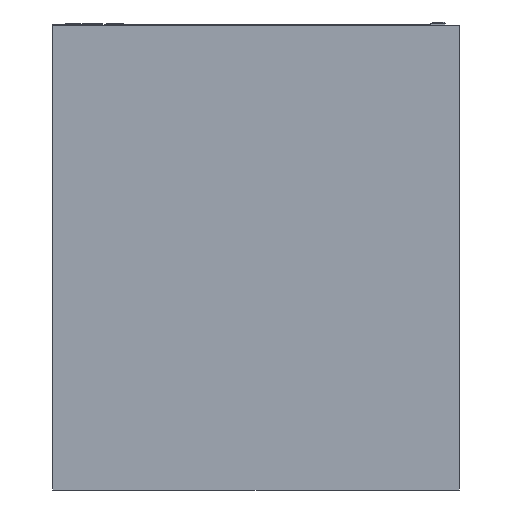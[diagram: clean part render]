
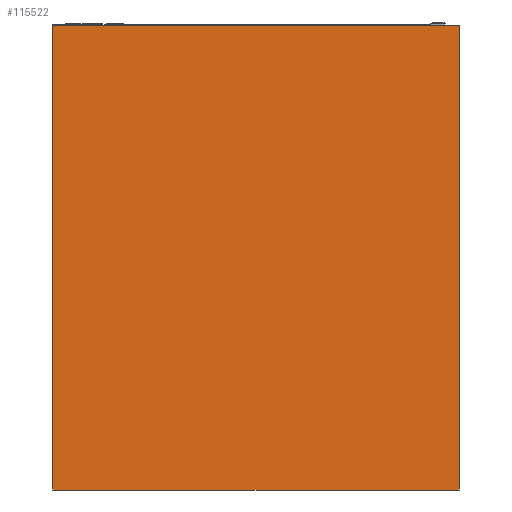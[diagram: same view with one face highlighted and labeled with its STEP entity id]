
A CAD part, front view. The second image highlights one B-rep face of the part: STEP entity #115522.
In plain terms, the highlighted planar face has unit normal (0, -1, 0).
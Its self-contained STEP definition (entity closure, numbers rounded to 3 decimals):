
#8039 = EDGE_LOOP ( 'NONE', ( #69449, #39202, #50094, #9517 ) ) ;
#9517 = ORIENTED_EDGE ( 'NONE', *, *, #12580, .T. ) ;
#10872 = EDGE_CURVE ( 'NONE', #64537, #90659, #78764, .T. ) ;
#12580 = EDGE_CURVE ( 'NONE', #64537, #57834, #128758, .T. ) ;
#17251 = CARTESIAN_POINT ( 'NONE',  ( 219., -43., 0. ) ) ;
#31731 = DIRECTION ( 'NONE',  ( 1., 0., 0. ) ) ;
#39202 = ORIENTED_EDGE ( 'NONE', *, *, #145923, .F. ) ;
#39221 = CARTESIAN_POINT ( 'NONE',  ( 219., -43., 500. ) ) ;
#39505 = VECTOR ( 'NONE', #55467, 1000. ) ;
#49150 = EDGE_CURVE ( 'NONE', #57834, #76914, #97580, .T. ) ;
#50094 = ORIENTED_EDGE ( 'NONE', *, *, #10872, .F. ) ;
#55467 = DIRECTION ( 'NONE',  ( 0., 0., -1. ) ) ;
#57834 = VERTEX_POINT ( 'NONE', #149843 ) ;
#64537 = VERTEX_POINT ( 'NONE', #101457 ) ;
#64585 = AXIS2_PLACEMENT_3D ( 'NONE', #124526, #136468, #85530 ) ;
#69449 = ORIENTED_EDGE ( 'NONE', *, *, #49150, .T. ) ;
#72793 = FACE_OUTER_BOUND ( 'NONE', #8039, .T. ) ;
#73562 = PLANE ( 'NONE',  #64585 ) ;
#76914 = VERTEX_POINT ( 'NONE', #17251 ) ;
#76924 = CARTESIAN_POINT ( 'NONE',  ( 219., -43., 500. ) ) ;
#78764 = LINE ( 'NONE', #129698, #107854 ) ;
#85530 = DIRECTION ( 'NONE',  ( 0., 0., 1. ) ) ;
#90659 = VERTEX_POINT ( 'NONE', #39221 ) ;
#95113 = VECTOR ( 'NONE', #146169, 1000. ) ;
#97580 = LINE ( 'NONE', #133434, #95113 ) ;
#101457 = CARTESIAN_POINT ( 'NONE',  ( -219., -43., 500. ) ) ;
#107854 = VECTOR ( 'NONE', #31731, 1000. ) ;
#115522 = ADVANCED_FACE ( 'NONE', ( #72793 ), #73562, .F. ) ;
#115922 = LINE ( 'NONE', #76924, #134069 ) ;
#124526 = CARTESIAN_POINT ( 'NONE',  ( -219., -43., 500. ) ) ;
#127979 = CARTESIAN_POINT ( 'NONE',  ( -219., -43., 500. ) ) ;
#128758 = LINE ( 'NONE', #127979, #39505 ) ;
#129698 = CARTESIAN_POINT ( 'NONE',  ( -219., -43., 500. ) ) ;
#133434 = CARTESIAN_POINT ( 'NONE',  ( -219., -43., 0. ) ) ;
#134069 = VECTOR ( 'NONE', #139826, 1000. ) ;
#136468 = DIRECTION ( 'NONE',  ( 0., 1., 0. ) ) ;
#139826 = DIRECTION ( 'NONE',  ( 0., 0., -1. ) ) ;
#145923 = EDGE_CURVE ( 'NONE', #90659, #76914, #115922, .T. ) ;
#146169 = DIRECTION ( 'NONE',  ( 1., 0., 0. ) ) ;
#149843 = CARTESIAN_POINT ( 'NONE',  ( -219., -43., 0. ) ) ;
